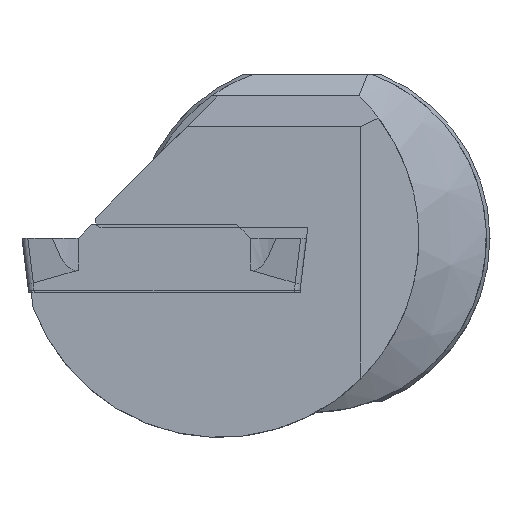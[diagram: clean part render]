
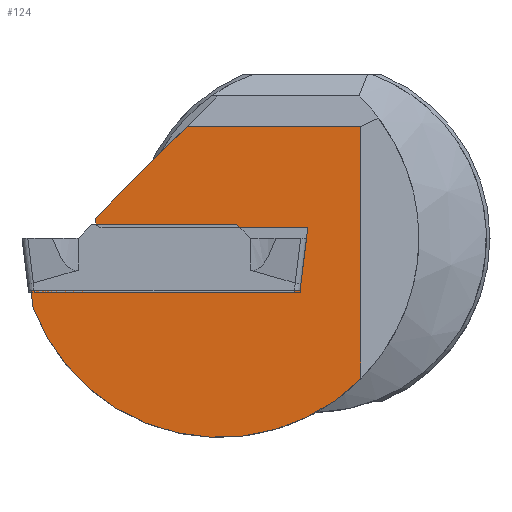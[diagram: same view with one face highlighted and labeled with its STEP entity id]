
A CAD part, left-side view. The second image highlights one B-rep face of the part: STEP entity #124.
In plain terms, the highlighted planar face has unit normal (-1, 0, 0).
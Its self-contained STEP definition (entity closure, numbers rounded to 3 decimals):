
#124=ADVANCED_FACE('',(#225),#186,.T.);
#186=PLANE('',#1165);
#225=FACE_OUTER_BOUND('',#287,.T.);
#287=EDGE_LOOP('',(#393,#394,#395,#396,#397,#398,#399,#400,#401));
#355=CIRCLE('',#1163,14.);
#356=CIRCLE('',#1164,0.5);
#393=ORIENTED_EDGE('',*,*,#816,.T.);
#394=ORIENTED_EDGE('',*,*,#817,.F.);
#395=ORIENTED_EDGE('',*,*,#818,.F.);
#396=ORIENTED_EDGE('',*,*,#819,.F.);
#397=ORIENTED_EDGE('',*,*,#820,.F.);
#398=ORIENTED_EDGE('',*,*,#821,.F.);
#399=ORIENTED_EDGE('',*,*,#822,.T.);
#400=ORIENTED_EDGE('',*,*,#823,.T.);
#401=ORIENTED_EDGE('',*,*,#824,.T.);
#711=VERTEX_POINT('',#1657);
#712=VERTEX_POINT('',#1658);
#713=VERTEX_POINT('',#1660);
#714=VERTEX_POINT('',#1662);
#715=VERTEX_POINT('',#1664);
#716=VERTEX_POINT('',#1666);
#717=VERTEX_POINT('',#1668);
#718=VERTEX_POINT('',#1670);
#719=VERTEX_POINT('',#1672);
#816=EDGE_CURVE('',#711,#712,#966,.T.);
#817=EDGE_CURVE('',#713,#712,#967,.T.);
#818=EDGE_CURVE('',#714,#713,#355,.T.);
#819=EDGE_CURVE('',#715,#714,#968,.T.);
#820=EDGE_CURVE('',#716,#715,#969,.T.);
#821=EDGE_CURVE('',#717,#716,#970,.T.);
#822=EDGE_CURVE('',#717,#718,#356,.T.);
#823=EDGE_CURVE('',#718,#719,#971,.T.);
#824=EDGE_CURVE('',#719,#711,#972,.T.);
#966=LINE('',#1656,#1062);
#967=LINE('',#1659,#1063);
#968=LINE('',#1663,#1064);
#969=LINE('',#1665,#1065);
#970=LINE('',#1667,#1066);
#971=LINE('',#1671,#1067);
#972=LINE('',#1673,#1068);
#1062=VECTOR('',#1306,1.);
#1063=VECTOR('',#1307,1.);
#1064=VECTOR('',#1310,1.);
#1065=VECTOR('',#1311,1.);
#1066=VECTOR('',#1312,1.);
#1067=VECTOR('',#1315,1.);
#1068=VECTOR('',#1316,1.);
#1163=AXIS2_PLACEMENT_3D('',#1661,#1308,#1309);
#1164=AXIS2_PLACEMENT_3D('',#1669,#1313,#1314);
#1165=AXIS2_PLACEMENT_3D('',#1674,#1317,#1318);
#1306=DIRECTION('',(0.,1.,0.));
#1307=DIRECTION('',(0.,0.122,0.993));
#1308=DIRECTION('',(1.,0.,0.));
#1309=DIRECTION('',(0.,0.,1.));
#1310=DIRECTION('',(0.,0.,-1.));
#1311=DIRECTION('',(0.,-1.,0.));
#1312=DIRECTION('',(0.,-0.707,0.707));
#1313=DIRECTION('',(-1.,0.,0.));
#1314=DIRECTION('',(0.,0.,1.));
#1315=DIRECTION('',(0.,-1.,0.));
#1316=DIRECTION('',(0.,0.122,-0.993));
#1317=DIRECTION('',(-1.,0.,0.));
#1318=DIRECTION('',(0.,0.,1.));
#1656=CARTESIAN_POINT('',(0.4,-20.5,-3.65));
#1657=CARTESIAN_POINT('',(0.4,0.848,-3.65));
#1658=CARTESIAN_POINT('',(0.4,19.775,-3.65));
#1659=CARTESIAN_POINT('',(0.4,19.618,-4.926));
#1660=CARTESIAN_POINT('',(0.4,19.624,-4.874));
#1661=CARTESIAN_POINT('',(0.4,6.5,0.));
#1662=CARTESIAN_POINT('',(0.4,-3.4,-9.899));
#1663=CARTESIAN_POINT('',(0.4,-3.4,0.));
#1664=CARTESIAN_POINT('',(0.4,-3.4,7.855));
#1665=CARTESIAN_POINT('',(0.4,-20.5,7.855));
#1666=CARTESIAN_POINT('',(0.4,8.795,7.855));
#1667=CARTESIAN_POINT('',(0.4,-1.925,18.575));
#1668=CARTESIAN_POINT('',(0.4,15.236,1.414));
#1669=CARTESIAN_POINT('',(0.4,14.764,1.25));
#1670=CARTESIAN_POINT('',(0.4,14.764,0.75));
#1671=CARTESIAN_POINT('',(0.4,-20.5,0.75));
#1672=CARTESIAN_POINT('',(0.4,0.308,0.75));
#1673=CARTESIAN_POINT('',(0.4,0.09,2.528));
#1674=CARTESIAN_POINT('',(0.4,-20.5,0.));
